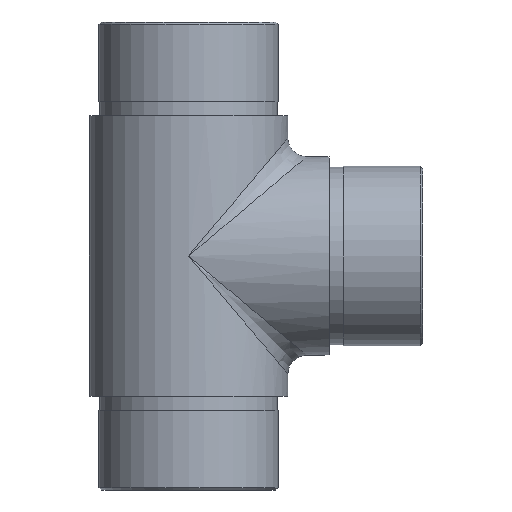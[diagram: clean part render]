
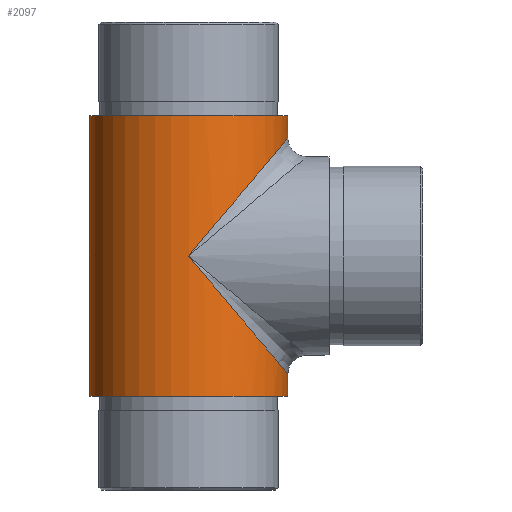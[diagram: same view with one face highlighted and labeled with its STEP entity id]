
A CAD part, left-side view. The second image highlights one B-rep face of the part: STEP entity #2097.
In plain terms, the highlighted cylindrical face has radius 21.2 mm (diameter 42.4 mm), a full revolution.
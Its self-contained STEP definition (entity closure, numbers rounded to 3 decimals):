
#108 = EDGE_CURVE ( 'NONE', #7516, #9932, #9631, .T. ) ;
#394 = CARTESIAN_POINT ( 'NONE',  ( 30.681, 50.7, -36.47 ) ) ;
#453 = EDGE_CURVE ( 'NONE', #9474, #8726, #4634, .T. ) ;
#542 = EDGE_CURVE ( 'NONE', #2802, #2802, #11373, .T. ) ;
#559 = AXIS2_PLACEMENT_3D ( 'NONE', #12888, #3628, #10796 ) ;
#954 = DIRECTION ( 'NONE',  ( -1., 0., 0. ) ) ;
#968 = FACE_OUTER_BOUND ( 'NONE', #4854, .T. ) ;
#1056 =( BOUNDED_CURVE ( )  B_SPLINE_CURVE ( 3, ( #3061, #10334, #3106, #3157 ),
 .UNSPECIFIED., .F., .F. ) 
 B_SPLINE_CURVE_WITH_KNOTS ( ( 4, 4 ),
 ( 5.498, 7.854 ),
 .UNSPECIFIED. ) 
 CURVE ( )  GEOMETRIC_REPRESENTATION_ITEM ( )  RATIONAL_B_SPLINE_CURVE ( ( 1., 0.588, 0.588, 1. ) ) 
 REPRESENTATION_ITEM ( '' )  );
#1286 =( BOUNDED_CURVE ( )  B_SPLINE_CURVE ( 3, ( #11323, #12502, #13423, #10377 ),
 .UNSPECIFIED., .F., .T. ) 
 B_SPLINE_CURVE_WITH_KNOTS ( ( 4, 4 ),
 ( 5.498, 7.854 ),
 .UNSPECIFIED. ) 
 CURVE ( )  GEOMETRIC_REPRESENTATION_ITEM ( )  RATIONAL_B_SPLINE_CURVE ( ( 1., 0.588, 0.588, 1. ) ) 
 REPRESENTATION_ITEM ( '' )  );
#1288 = CARTESIAN_POINT ( 'NONE',  ( 0., 50., 30. ) ) ;
#1872 = CARTESIAN_POINT ( 'NONE',  ( -21.2, 50., 0. ) ) ;
#2097 = ADVANCED_FACE ( 'NONE', ( #8764, #4373, #968 ), #11195, .T. ) ;
#2225 = CARTESIAN_POINT ( 'NONE',  ( 14.991, 35.009, -17.819 ) ) ;
#2663 = ORIENTED_EDGE ( 'NONE', *, *, #108, .T. ) ;
#2802 = VERTEX_POINT ( 'NONE', #3508 ) ;
#2906 = CARTESIAN_POINT ( 'NONE',  ( 14.991, 35.009, 17.819 ) ) ;
#3061 = CARTESIAN_POINT ( 'NONE',  ( 14.991, 35.009, -17.819 ) ) ;
#3073 = ORIENTED_EDGE ( 'NONE', *, *, #6622, .F. ) ;
#3106 = CARTESIAN_POINT ( 'NONE',  ( -21.2, 27.811, -26.376 ) ) ;
#3157 = CARTESIAN_POINT ( 'NONE',  ( -21.2, 50., 0. ) ) ;
#3402 = CARTESIAN_POINT ( 'NONE',  ( 0., 71.2, 0. ) ) ;
#3508 = CARTESIAN_POINT ( 'NONE',  ( 21.2, 50., -30. ) ) ;
#3628 = DIRECTION ( 'NONE',  ( 0., 0., 1. ) ) ;
#3964 = CARTESIAN_POINT ( 'NONE',  ( -21.2, 27.811, 26.376 ) ) ;
#4294 = DIRECTION ( 'NONE',  ( 0., 0., 1. ) ) ;
#4335 = DIRECTION ( 'NONE',  ( 1., 0., 0. ) ) ;
#4373 = FACE_OUTER_BOUND ( 'NONE', #7792, .T. ) ;
#4449 = CARTESIAN_POINT ( 'NONE',  ( -21.2, 50., 0. ) ) ;
#4634 =( BOUNDED_CURVE ( )  B_SPLINE_CURVE ( 3, ( #3402, #6601, #394, #6417 ),
 .UNSPECIFIED., .F., .T. ) 
 B_SPLINE_CURVE_WITH_KNOTS ( ( 4, 4 ),
 ( 4.712, 7.069 ),
 .UNSPECIFIED. ) 
 CURVE ( )  GEOMETRIC_REPRESENTATION_ITEM ( )  RATIONAL_B_SPLINE_CURVE ( ( 1., 0.588, 0.588, 1. ) ) 
 REPRESENTATION_ITEM ( '' )  );
#4699 = ORIENTED_EDGE ( 'NONE', *, *, #4977, .T. ) ;
#4854 = EDGE_LOOP ( 'NONE', ( #3073 ) ) ;
#4977 = EDGE_CURVE ( 'NONE', #8726, #7516, #1056, .T. ) ;
#5070 = EDGE_CURVE ( 'NONE', #9932, #9474, #1286, .T. ) ;
#5960 = CARTESIAN_POINT ( 'NONE',  ( -0.7, 19.319, 36.47 ) ) ;
#6008 = ORIENTED_EDGE ( 'NONE', *, *, #542, .T. ) ;
#6337 = EDGE_LOOP ( 'NONE', ( #12153, #11601, #4699, #2663 ) ) ;
#6417 = CARTESIAN_POINT ( 'NONE',  ( 14.991, 35.009, -17.819 ) ) ;
#6431 = CARTESIAN_POINT ( 'NONE',  ( 14.991, 35.009, 17.819 ) ) ;
#6579 = AXIS2_PLACEMENT_3D ( 'NONE', #1288, #4294, #4335 ) ;
#6601 = CARTESIAN_POINT ( 'NONE',  ( 22.189, 71.2, -26.376 ) ) ;
#6622 = EDGE_CURVE ( 'NONE', #11265, #11265, #10299, .T. ) ;
#6732 = AXIS2_PLACEMENT_3D ( 'NONE', #8294, #12432, #954 ) ;
#7516 = VERTEX_POINT ( 'NONE', #4449 ) ;
#7792 = EDGE_LOOP ( 'NONE', ( #6008 ) ) ;
#8294 = CARTESIAN_POINT ( 'NONE',  ( 0., 50., 30. ) ) ;
#8423 = CARTESIAN_POINT ( 'NONE',  ( 0., 71.2, 0. ) ) ;
#8726 = VERTEX_POINT ( 'NONE', #2225 ) ;
#8764 = FACE_BOUND ( 'NONE', #6337, .T. ) ;
#9474 = VERTEX_POINT ( 'NONE', #8423 ) ;
#9631 =( BOUNDED_CURVE ( )  B_SPLINE_CURVE ( 3, ( #1872, #3964, #5960, #2906 ),
 .UNSPECIFIED., .F., .F. ) 
 B_SPLINE_CURVE_WITH_KNOTS ( ( 4, 4 ),
 ( 1.571, 3.927 ),
 .UNSPECIFIED. ) 
 CURVE ( )  GEOMETRIC_REPRESENTATION_ITEM ( )  RATIONAL_B_SPLINE_CURVE ( ( 1., 0.588, 0.588, 1. ) ) 
 REPRESENTATION_ITEM ( '' )  );
#9932 = VERTEX_POINT ( 'NONE', #6431 ) ;
#10299 = CIRCLE ( 'NONE', #6579, 21.2 ) ;
#10334 = CARTESIAN_POINT ( 'NONE',  ( -0.7, 19.319, -36.47 ) ) ;
#10377 = CARTESIAN_POINT ( 'NONE',  ( 0., 71.2, 0. ) ) ;
#10796 = DIRECTION ( 'NONE',  ( 1., 0., 0. ) ) ;
#11195 = CYLINDRICAL_SURFACE ( 'NONE', #6732, 21.2 ) ;
#11265 = VERTEX_POINT ( 'NONE', #12758 ) ;
#11323 = CARTESIAN_POINT ( 'NONE',  ( 14.991, 35.009, 17.819 ) ) ;
#11373 = CIRCLE ( 'NONE', #559, 21.2 ) ;
#11601 = ORIENTED_EDGE ( 'NONE', *, *, #453, .T. ) ;
#12153 = ORIENTED_EDGE ( 'NONE', *, *, #5070, .T. ) ;
#12432 = DIRECTION ( 'NONE',  ( 0., 0., -1. ) ) ;
#12502 = CARTESIAN_POINT ( 'NONE',  ( 30.681, 50.7, 36.47 ) ) ;
#12758 = CARTESIAN_POINT ( 'NONE',  ( 21.2, 50., 30. ) ) ;
#12888 = CARTESIAN_POINT ( 'NONE',  ( 0., 50., -30. ) ) ;
#13423 = CARTESIAN_POINT ( 'NONE',  ( 22.189, 71.2, 26.376 ) ) ;
